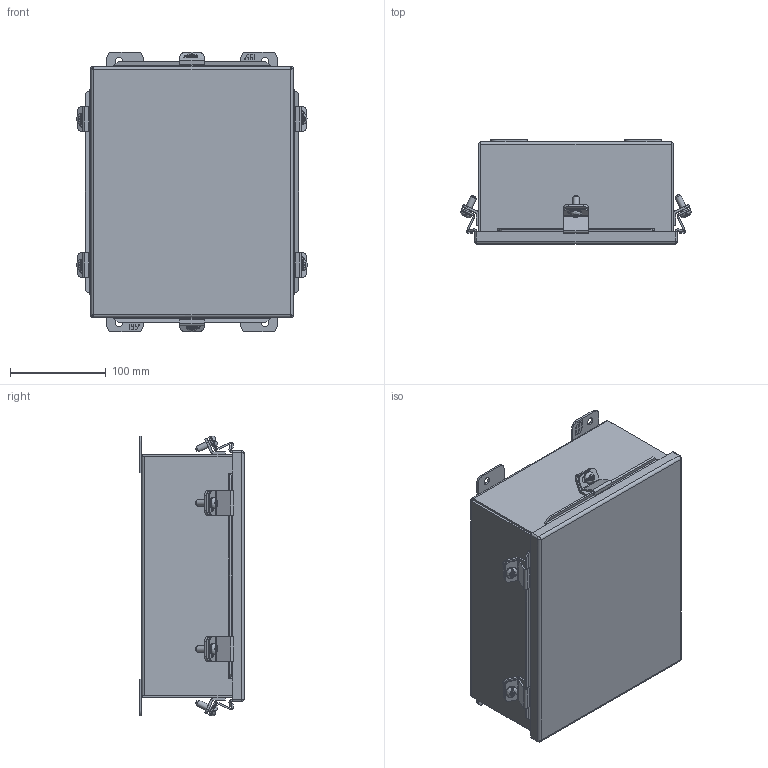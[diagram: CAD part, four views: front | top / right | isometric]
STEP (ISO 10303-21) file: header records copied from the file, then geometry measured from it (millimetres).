
FILE_DESCRIPTION (( 'STEP AP214' ), '1' );
FILE_NAME ('1414N4ALI.STEP', '2019-09-14T16:53:46', ( '' ), ( '' ), 'SwSTEP 2.0', 'SolidWorks 2018', '' );
FILE_SCHEMA (( 'AUTOMOTIVE_DESIGN' ));
Length unit declared in the file: inch
Products named in the file (1): 1414N4ALI
Bounding box: 241.03 x 108.86 x 292.1 mm (x, y, z)
Volume: 608545.8 mm3; surface area: 609843.1 mm2
Topology: 32 solids, 33 shells, 889 faces, 2262 edges, 1450 vertices
Faces by surface type: plane 609, cylinder 200, cone 44, bspline 36
Full cylindrical faces by diameter (mm): 4.039 x6, 5.41 x6, 6.35 x6, 6.731 x4, 7.937 x1, 7.938 x3, 8.382 x6, 9.525 x6, 12.192 x6
Entity records: 40649 total; most frequent: CARTESIAN_POINT 8626, ORIENTED_EDGE 4336, DIRECTION 4072, EDGE_CURVE 2168, LINE 1552, VECTOR 1552, VERTEX_POINT 1432, AXIS2_PLACEMENT_3D 1260
